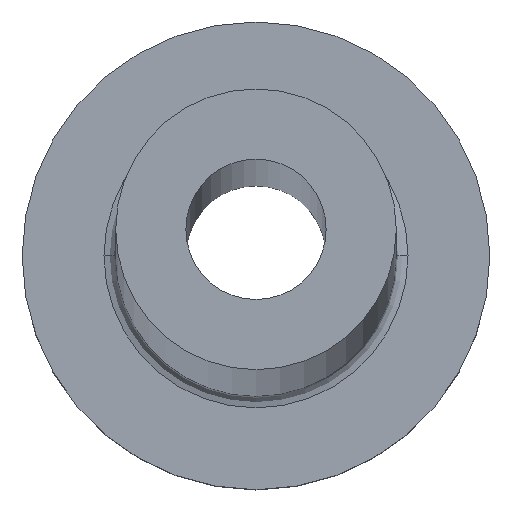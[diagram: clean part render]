
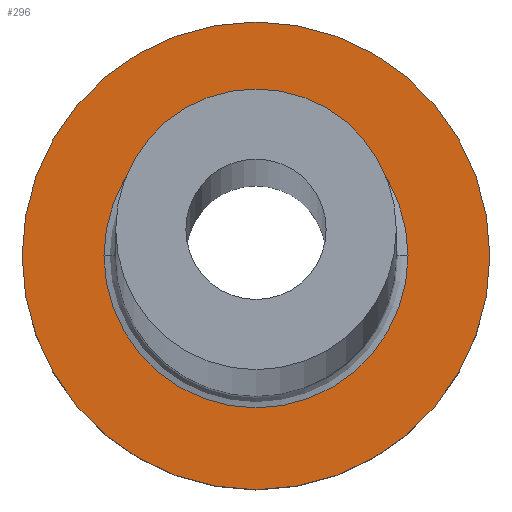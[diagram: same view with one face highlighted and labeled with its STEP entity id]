
A CAD part, top view. The second image highlights one B-rep face of the part: STEP entity #296.
In plain terms, the highlighted planar face has unit normal (0, 0, 1).
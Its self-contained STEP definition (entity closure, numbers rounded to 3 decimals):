
#8 = EDGE_LOOP ( 'NONE', ( #92, #73 ) ) ;
#13 = VERTEX_POINT ( 'NONE', #194 ) ;
#14 = EDGE_CURVE ( 'NONE', #93, #37, #333, .T. ) ;
#24 = DIRECTION ( 'NONE',  ( 0., 0., -1. ) ) ;
#28 = CARTESIAN_POINT ( 'NONE',  ( 0., 0., 7. ) ) ;
#37 = VERTEX_POINT ( 'NONE', #143 ) ;
#39 = AXIS2_PLACEMENT_3D ( 'NONE', #249, #221, #339 ) ;
#44 = CIRCLE ( 'NONE', #260, 6.5 ) ;
#53 = CARTESIAN_POINT ( 'NONE',  ( -6.5, 0., 7. ) ) ;
#54 = FACE_OUTER_BOUND ( 'NONE', #8, .T. ) ;
#57 = DIRECTION ( 'NONE',  ( 0., 0., 1. ) ) ;
#65 = EDGE_CURVE ( 'NONE', #37, #93, #309, .T. ) ;
#72 = DIRECTION ( 'NONE',  ( 0., 0., 1. ) ) ;
#73 = ORIENTED_EDGE ( 'NONE', *, *, #14, .T. ) ;
#77 = DIRECTION ( 'NONE',  ( 0., 0., -1. ) ) ;
#83 = FACE_BOUND ( 'NONE', #212, .T. ) ;
#92 = ORIENTED_EDGE ( 'NONE', *, *, #65, .T. ) ;
#93 = VERTEX_POINT ( 'NONE', #198 ) ;
#99 = CARTESIAN_POINT ( 'NONE',  ( 0., 0., 7. ) ) ;
#111 = PLANE ( 'NONE',  #266 ) ;
#114 = CARTESIAN_POINT ( 'NONE',  ( 0., 0., 7. ) ) ;
#124 = CIRCLE ( 'NONE', #216, 6.5 ) ;
#131 = ORIENTED_EDGE ( 'NONE', *, *, #363, .T. ) ;
#143 = CARTESIAN_POINT ( 'NONE',  ( -10., 0., 7. ) ) ;
#178 = CARTESIAN_POINT ( 'NONE',  ( 0., 0., 7. ) ) ;
#194 = CARTESIAN_POINT ( 'NONE',  ( 6.5, 0., 7. ) ) ;
#198 = CARTESIAN_POINT ( 'NONE',  ( 10., 0., 7. ) ) ;
#200 = EDGE_CURVE ( 'NONE', #13, #366, #124, .T. ) ;
#212 = EDGE_LOOP ( 'NONE', ( #246, #131 ) ) ;
#216 = AXIS2_PLACEMENT_3D ( 'NONE', #28, #77, #261 ) ;
#220 = DIRECTION ( 'NONE',  ( 1., 0., 0. ) ) ;
#221 = DIRECTION ( 'NONE',  ( 0., 0., 1. ) ) ;
#242 = AXIS2_PLACEMENT_3D ( 'NONE', #99, #72, #220 ) ;
#246 = ORIENTED_EDGE ( 'NONE', *, *, #200, .T. ) ;
#249 = CARTESIAN_POINT ( 'NONE',  ( 0., 0., 7. ) ) ;
#260 = AXIS2_PLACEMENT_3D ( 'NONE', #178, #24, #265 ) ;
#261 = DIRECTION ( 'NONE',  ( 1., 0., 0. ) ) ;
#265 = DIRECTION ( 'NONE',  ( 1., 0., 0. ) ) ;
#266 = AXIS2_PLACEMENT_3D ( 'NONE', #114, #57, #371 ) ;
#296 = ADVANCED_FACE ( 'NONE', ( #83, #54 ), #111, .T. ) ;
#309 = CIRCLE ( 'NONE', #242, 10. ) ;
#333 = CIRCLE ( 'NONE', #39, 10. ) ;
#339 = DIRECTION ( 'NONE',  ( 1., 0., 0. ) ) ;
#363 = EDGE_CURVE ( 'NONE', #366, #13, #44, .T. ) ;
#366 = VERTEX_POINT ( 'NONE', #53 ) ;
#371 = DIRECTION ( 'NONE',  ( 1., 0., 0. ) ) ;
